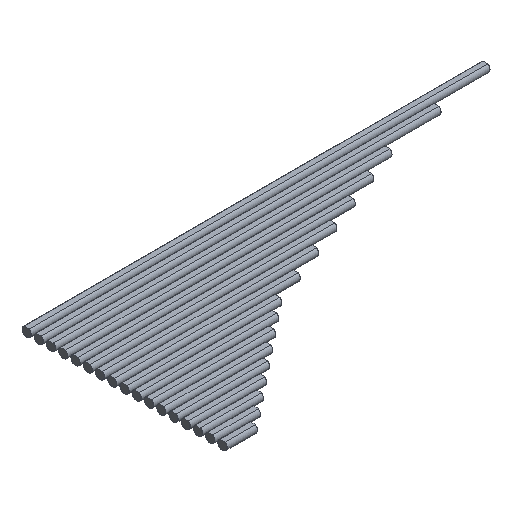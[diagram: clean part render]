
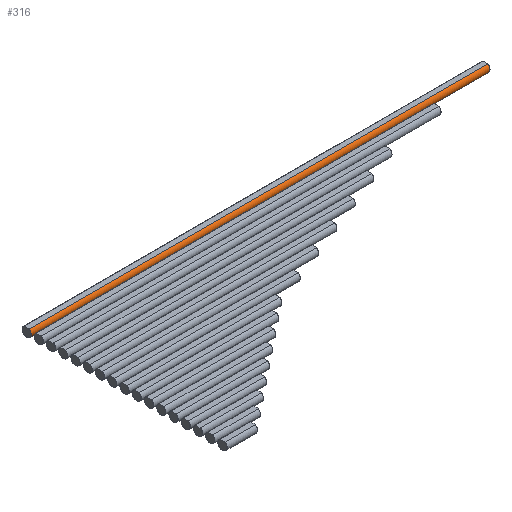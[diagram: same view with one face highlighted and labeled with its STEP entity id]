
A CAD part, isometric view. The second image highlights one B-rep face of the part: STEP entity #316.
In plain terms, the highlighted cylindrical face has radius 3 mm (diameter 6 mm), a partial arc.
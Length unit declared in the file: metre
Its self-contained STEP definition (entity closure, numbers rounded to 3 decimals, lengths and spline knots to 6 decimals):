
#316 = ADVANCED_FACE( '', ( #656 ), #657, .T. );
#656 = FACE_OUTER_BOUND( '', #1049, .T. );
#657 = CYLINDRICAL_SURFACE( '', #1050, 0.003 );
#1049 = EDGE_LOOP( '', ( #1641, #1642, #1643, #1644 ) );
#1050 = AXIS2_PLACEMENT_3D( '', #1645, #1646, #1647 );
#1641 = ORIENTED_EDGE( '', *, *, #2225, .F. );
#1642 = ORIENTED_EDGE( '', *, *, #2074, .T. );
#1643 = ORIENTED_EDGE( '', *, *, #2226, .T. );
#1644 = ORIENTED_EDGE( '', *, *, #2227, .T. );
#1645 = CARTESIAN_POINT( '', ( 0.3, 0.128, 0. ) );
#1646 = DIRECTION( '', ( 1., 0., 0. ) );
#1647 = DIRECTION( '', ( 0., 0., 1. ) );
#2074 = EDGE_CURVE( '', #2428, #2425, #2429, .F. );
#2225 = EDGE_CURVE( '', #2428, #2653, #2654, .T. );
#2226 = EDGE_CURVE( '', #2425, #2655, #2656, .T. );
#2227 = EDGE_CURVE( '', #2655, #2653, #2657, .T. );
#2425 = VERTEX_POINT( '', #2937 );
#2428 = VERTEX_POINT( '', #2943 );
#2429 = CIRCLE( '', #2944, 0.003 );
#2653 = VERTEX_POINT( '', #3304 );
#2654 = LINE( '', #3305, #3306 );
#2655 = VERTEX_POINT( '', #3307 );
#2656 = LINE( '', #3308, #3309 );
#2657 = CIRCLE( '', #3310, 0.003 );
#2937 = CARTESIAN_POINT( '', ( 0.299875, 0.126342, 0.0025 ) );
#2943 = CARTESIAN_POINT( '', ( 0.299875, 0.129658, 0.0025 ) );
#2944 = AXIS2_PLACEMENT_3D( '', #3538, #3539, #3540 );
#3304 = CARTESIAN_POINT( '', ( 0.000125, 0.129658, 0.0025 ) );
#3305 = CARTESIAN_POINT( '', ( 0.3, 0.129658, 0.0025 ) );
#3306 = VECTOR( '', #3689, 1. );
#3307 = CARTESIAN_POINT( '', ( 0.000125, 0.126342, 0.0025 ) );
#3308 = CARTESIAN_POINT( '', ( 0.3, 0.126342, 0.0025 ) );
#3309 = VECTOR( '', #3690, 1. );
#3310 = AXIS2_PLACEMENT_3D( '', #3691, #3692, #3693 );
#3538 = CARTESIAN_POINT( '', ( 0.299875, 0.128, 0. ) );
#3539 = DIRECTION( '', ( 1., 0., 0. ) );
#3540 = DIRECTION( '', ( 0., 0., -1. ) );
#3689 = DIRECTION( '', ( -1., 0., 0. ) );
#3690 = DIRECTION( '', ( -1., 0., 0. ) );
#3691 = CARTESIAN_POINT( '', ( 0.000125, 0.128, 0. ) );
#3692 = DIRECTION( '', ( 1., 0., 0. ) );
#3693 = DIRECTION( '', ( 0., 0., -1. ) );
